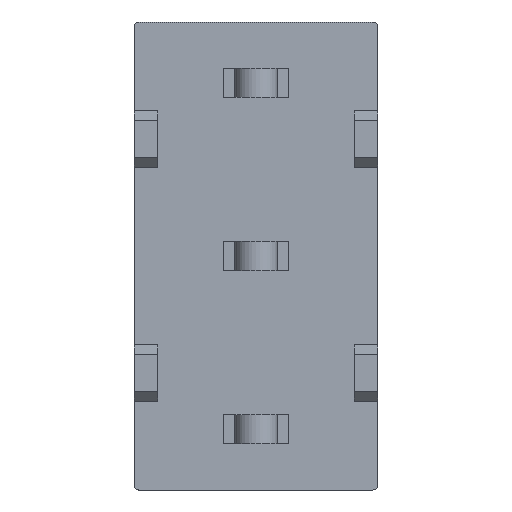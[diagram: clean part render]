
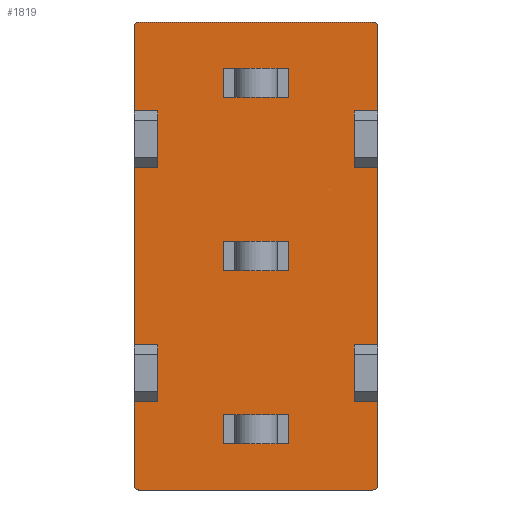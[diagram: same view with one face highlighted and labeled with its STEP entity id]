
A CAD part, front view. The second image highlights one B-rep face of the part: STEP entity #1819.
In plain terms, the highlighted planar face has unit normal (0, -1, 0).
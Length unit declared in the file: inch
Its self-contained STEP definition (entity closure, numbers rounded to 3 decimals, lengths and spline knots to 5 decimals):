
#105=CIRCLE($,#1933,0.005);
#106=CIRCLE($,#1934,0.005);
#107=CIRCLE($,#1935,0.005);
#108=CIRCLE($,#1936,0.005);
#155=FACE_OUTER_BOUND($,#256,.T.);
#256=EDGE_LOOP($,(#1222,#1223,#1224,#1225,#1226,#1227,#1228,#1229,#1230,
#1231,#1232,#1233,#1234,#1235,#1236,#1237,#1238,#1239,#1240,#1241,#1242,
#1243,#1244,#1245));
#365=LINE($,#2644,#563);
#370=LINE($,#2655,#568);
#372=LINE($,#2658,#570);
#373=LINE($,#2661,#571);
#374=LINE($,#2665,#572);
#375=LINE($,#2669,#573);
#376=LINE($,#2671,#574);
#377=LINE($,#2673,#575);
#378=LINE($,#2675,#576);
#379=LINE($,#2677,#577);
#380=LINE($,#2679,#578);
#381=LINE($,#2681,#579);
#382=LINE($,#2683,#580);
#383=LINE($,#2685,#581);
#384=LINE($,#2689,#582);
#385=LINE($,#2693,#583);
#386=LINE($,#2695,#584);
#387=LINE($,#2697,#585);
#388=LINE($,#2699,#586);
#389=LINE($,#2700,#587);
#563=VECTOR($,#2104,0.025);
#568=VECTOR($,#2113,0.025);
#570=VECTOR($,#2117,0.06);
#571=VECTOR($,#2120,0.09);
#572=VECTOR($,#2123,0.25);
#573=VECTOR($,#2126,0.09);
#574=VECTOR($,#2127,0.025);
#575=VECTOR($,#2128,0.06);
#576=VECTOR($,#2129,0.025);
#577=VECTOR($,#2130,0.19);
#578=VECTOR($,#2131,0.025);
#579=VECTOR($,#2132,0.06);
#580=VECTOR($,#2133,0.025);
#581=VECTOR($,#2134,0.09);
#582=VECTOR($,#2137,0.25);
#583=VECTOR($,#2140,0.09);
#584=VECTOR($,#2141,0.025);
#585=VECTOR($,#2142,0.06);
#586=VECTOR($,#2143,0.025);
#587=VECTOR($,#2144,0.19);
#758=VERTEX_POINT($,#2637);
#761=VERTEX_POINT($,#2642);
#764=VERTEX_POINT($,#2652);
#765=VERTEX_POINT($,#2654);
#766=VERTEX_POINT($,#2660);
#767=VERTEX_POINT($,#2662);
#768=VERTEX_POINT($,#2664);
#769=VERTEX_POINT($,#2666);
#770=VERTEX_POINT($,#2668);
#771=VERTEX_POINT($,#2670);
#772=VERTEX_POINT($,#2672);
#773=VERTEX_POINT($,#2674);
#774=VERTEX_POINT($,#2676);
#775=VERTEX_POINT($,#2678);
#776=VERTEX_POINT($,#2680);
#777=VERTEX_POINT($,#2682);
#778=VERTEX_POINT($,#2684);
#779=VERTEX_POINT($,#2686);
#780=VERTEX_POINT($,#2688);
#781=VERTEX_POINT($,#2690);
#782=VERTEX_POINT($,#2692);
#783=VERTEX_POINT($,#2694);
#784=VERTEX_POINT($,#2696);
#785=VERTEX_POINT($,#2698);
#940=EDGE_CURVE($,#758,#761,#365,.T.);
#945=EDGE_CURVE($,#765,#764,#370,.T.);
#947=EDGE_CURVE($,#764,#758,#372,.T.);
#948=EDGE_CURVE($,#766,#761,#373,.T.);
#949=EDGE_CURVE($,#767,#766,#105,.T.);
#950=EDGE_CURVE($,#768,#767,#374,.T.);
#951=EDGE_CURVE($,#769,#768,#106,.T.);
#952=EDGE_CURVE($,#770,#769,#375,.T.);
#953=EDGE_CURVE($,#770,#771,#376,.T.);
#954=EDGE_CURVE($,#771,#772,#377,.T.);
#955=EDGE_CURVE($,#772,#773,#378,.T.);
#956=EDGE_CURVE($,#774,#773,#379,.T.);
#957=EDGE_CURVE($,#774,#775,#380,.T.);
#958=EDGE_CURVE($,#775,#776,#381,.T.);
#959=EDGE_CURVE($,#776,#777,#382,.T.);
#960=EDGE_CURVE($,#778,#777,#383,.T.);
#961=EDGE_CURVE($,#779,#778,#107,.T.);
#962=EDGE_CURVE($,#780,#779,#384,.T.);
#963=EDGE_CURVE($,#781,#780,#108,.T.);
#964=EDGE_CURVE($,#782,#781,#385,.T.);
#965=EDGE_CURVE($,#782,#783,#386,.T.);
#966=EDGE_CURVE($,#783,#784,#387,.T.);
#967=EDGE_CURVE($,#784,#785,#388,.T.);
#968=EDGE_CURVE($,#765,#785,#389,.T.);
#1222=ORIENTED_EDGE($,*,*,#945,.T.);
#1223=ORIENTED_EDGE($,*,*,#947,.T.);
#1224=ORIENTED_EDGE($,*,*,#940,.T.);
#1225=ORIENTED_EDGE($,*,*,#948,.F.);
#1226=ORIENTED_EDGE($,*,*,#949,.F.);
#1227=ORIENTED_EDGE($,*,*,#950,.F.);
#1228=ORIENTED_EDGE($,*,*,#951,.F.);
#1229=ORIENTED_EDGE($,*,*,#952,.F.);
#1230=ORIENTED_EDGE($,*,*,#953,.T.);
#1231=ORIENTED_EDGE($,*,*,#954,.T.);
#1232=ORIENTED_EDGE($,*,*,#955,.T.);
#1233=ORIENTED_EDGE($,*,*,#956,.F.);
#1234=ORIENTED_EDGE($,*,*,#957,.T.);
#1235=ORIENTED_EDGE($,*,*,#958,.T.);
#1236=ORIENTED_EDGE($,*,*,#959,.T.);
#1237=ORIENTED_EDGE($,*,*,#960,.F.);
#1238=ORIENTED_EDGE($,*,*,#961,.F.);
#1239=ORIENTED_EDGE($,*,*,#962,.F.);
#1240=ORIENTED_EDGE($,*,*,#963,.F.);
#1241=ORIENTED_EDGE($,*,*,#964,.F.);
#1242=ORIENTED_EDGE($,*,*,#965,.T.);
#1243=ORIENTED_EDGE($,*,*,#966,.T.);
#1244=ORIENTED_EDGE($,*,*,#967,.T.);
#1245=ORIENTED_EDGE($,*,*,#968,.F.);
#1748=PLANE($,#1932);
#1819=ADVANCED_FACE($,(#155),#1748,.F.);
#1932=AXIS2_PLACEMENT_3D($,#2659,#2118,#2119);
#1933=AXIS2_PLACEMENT_3D($,#2663,#2121,#2122);
#1934=AXIS2_PLACEMENT_3D($,#2667,#2124,#2125);
#1935=AXIS2_PLACEMENT_3D($,#2687,#2135,#2136);
#1936=AXIS2_PLACEMENT_3D($,#2691,#2138,#2139);
#2104=DIRECTION($,(-1.,0.,0.));
#2113=DIRECTION($,(1.,0.,0.));
#2117=DIRECTION($,(0.,0.,-1.));
#2118=DIRECTION('center_axis',(0.,1.,0.));
#2119=DIRECTION('ref_axis',(0.,0.,1.));
#2120=DIRECTION($,(0.,0.,1.));
#2121=DIRECTION('center_axis',(0.,1.,0.));
#2122=DIRECTION('ref_axis',(0.,0.,-1.));
#2123=DIRECTION($,(-1.,0.,0.));
#2124=DIRECTION('center_axis',(0.,1.,0.));
#2125=DIRECTION('ref_axis',(1.,0.,0.));
#2126=DIRECTION($,(0.,0.,-1.));
#2127=DIRECTION($,(-1.,0.,0.));
#2128=DIRECTION($,(0.,0.,1.));
#2129=DIRECTION($,(1.,0.,0.));
#2130=DIRECTION($,(0.,0.,-1.));
#2131=DIRECTION($,(-1.,0.,0.));
#2132=DIRECTION($,(0.,0.,1.));
#2133=DIRECTION($,(1.,0.,0.));
#2134=DIRECTION($,(0.,0.,-1.));
#2135=DIRECTION('center_axis',(0.,1.,0.));
#2136=DIRECTION('ref_axis',(0.,0.,1.));
#2137=DIRECTION($,(1.,0.,0.));
#2138=DIRECTION('center_axis',(0.,1.,0.));
#2139=DIRECTION('ref_axis',(-1.,0.,0.));
#2140=DIRECTION($,(0.,0.,1.));
#2141=DIRECTION($,(1.,0.,0.));
#2142=DIRECTION($,(0.,0.,-1.));
#2143=DIRECTION($,(-1.,0.,0.));
#2144=DIRECTION($,(0.,0.,1.));
#2637=CARTESIAN_POINT('',(-0.105,-0.17,-0.155));
#2642=CARTESIAN_POINT('',(-0.13,-0.17,-0.155));
#2644=CARTESIAN_POINT($,(-0.065,-0.17,-0.155));
#2652=CARTESIAN_POINT('',(-0.105,-0.17,-0.095));
#2654=CARTESIAN_POINT('',(-0.13,-0.17,-0.095));
#2655=CARTESIAN_POINT($,(-0.065,-0.17,-0.095));
#2658=CARTESIAN_POINT($,(-0.105,-0.17,-0.0625));
#2659=CARTESIAN_POINT('Origin',(0.,-0.17,0.));
#2660=CARTESIAN_POINT('',(-0.13,-0.17,-0.245));
#2661=CARTESIAN_POINT($,(-0.13,-0.17,-0.245));
#2662=CARTESIAN_POINT('',(-0.125,-0.17,-0.25));
#2663=CARTESIAN_POINT('Origin',(-0.125,-0.17,-0.245));
#2664=CARTESIAN_POINT('',(0.125,-0.17,-0.25));
#2665=CARTESIAN_POINT($,(0.125,-0.17,-0.25));
#2666=CARTESIAN_POINT('',(0.13,-0.17,-0.245));
#2667=CARTESIAN_POINT('Origin',(0.125,-0.17,-0.245));
#2668=CARTESIAN_POINT('',(0.13,-0.17,-0.155));
#2669=CARTESIAN_POINT($,(0.13,-0.17,0.245));
#2670=CARTESIAN_POINT('',(0.105,-0.17,-0.155));
#2671=CARTESIAN_POINT($,(0.065,-0.17,-0.155));
#2672=CARTESIAN_POINT('',(0.105,-0.17,-0.095));
#2673=CARTESIAN_POINT($,(0.105,-0.17,-0.0625));
#2674=CARTESIAN_POINT('',(0.13,-0.17,-0.095));
#2675=CARTESIAN_POINT($,(0.065,-0.17,-0.095));
#2676=CARTESIAN_POINT('',(0.13,-0.17,0.095));
#2677=CARTESIAN_POINT($,(0.13,-0.17,0.245));
#2678=CARTESIAN_POINT('',(0.105,-0.17,0.095));
#2679=CARTESIAN_POINT($,(0.065,-0.17,0.095));
#2680=CARTESIAN_POINT('',(0.105,-0.17,0.155));
#2681=CARTESIAN_POINT($,(0.105,-0.17,0.0625));
#2682=CARTESIAN_POINT('',(0.13,-0.17,0.155));
#2683=CARTESIAN_POINT($,(0.065,-0.17,0.155));
#2684=CARTESIAN_POINT('',(0.13,-0.17,0.245));
#2685=CARTESIAN_POINT($,(0.13,-0.17,0.245));
#2686=CARTESIAN_POINT('',(0.125,-0.17,0.25));
#2687=CARTESIAN_POINT('Origin',(0.125,-0.17,0.245));
#2688=CARTESIAN_POINT('',(-0.125,-0.17,0.25));
#2689=CARTESIAN_POINT($,(-0.125,-0.17,0.25));
#2690=CARTESIAN_POINT('',(-0.13,-0.17,0.245));
#2691=CARTESIAN_POINT('Origin',(-0.125,-0.17,0.245));
#2692=CARTESIAN_POINT('',(-0.13,-0.17,0.155));
#2693=CARTESIAN_POINT($,(-0.13,-0.17,-0.245));
#2694=CARTESIAN_POINT('',(-0.105,-0.17,0.155));
#2695=CARTESIAN_POINT($,(-0.065,-0.17,0.155));
#2696=CARTESIAN_POINT('',(-0.105,-0.17,0.095));
#2697=CARTESIAN_POINT($,(-0.105,-0.17,0.0625));
#2698=CARTESIAN_POINT('',(-0.13,-0.17,0.095));
#2699=CARTESIAN_POINT($,(-0.065,-0.17,0.095));
#2700=CARTESIAN_POINT($,(-0.13,-0.17,-0.245));
